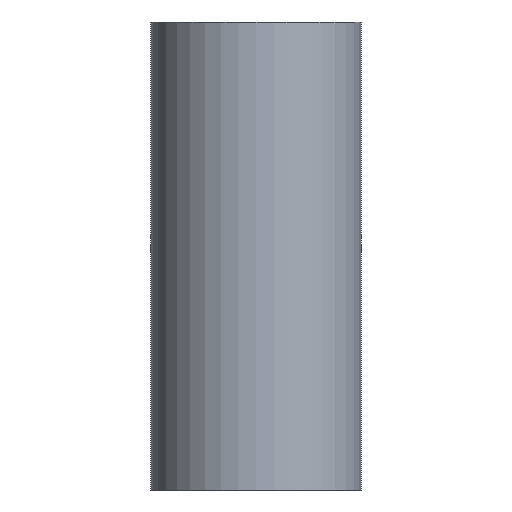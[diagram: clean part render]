
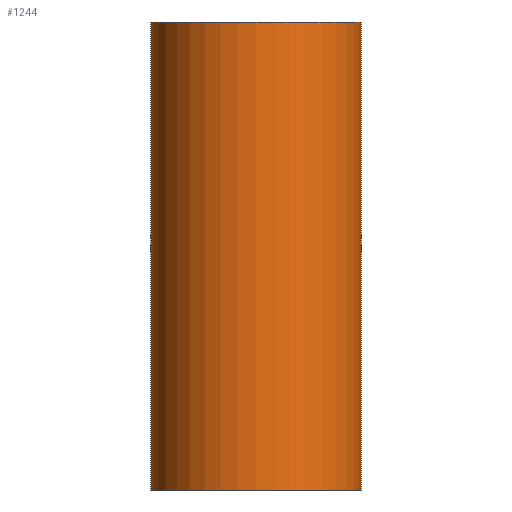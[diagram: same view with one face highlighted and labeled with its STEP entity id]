
A CAD part, left-side view. The second image highlights one B-rep face of the part: STEP entity #1244.
In plain terms, the highlighted cylindrical face has radius 22.498 mm (diameter 44.996 mm), a partial arc.
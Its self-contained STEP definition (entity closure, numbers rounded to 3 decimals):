
#506=CARTESIAN_POINT('',(20.502,9.264,100.0));
#507=VERTEX_POINT('',#506);
#514=CARTESIAN_POINT('',(20.502,-9.264,100.0));
#515=VERTEX_POINT('',#514);
#516=CARTESIAN_POINT('',(0.,0.0,100.0));
#517=DIRECTION('',(0.0,0.0,-1.));
#518=DIRECTION('',(0.911,0.412,0.0));
#519=AXIS2_PLACEMENT_3D('',#516,#517,#518);
#520=CIRCLE('',#519,22.498);
#521=EDGE_CURVE('',#515,#507,#520,.T.);
#799=CARTESIAN_POINT('',(20.502,9.264,0.0));
#800=VERTEX_POINT('',#799);
#807=CARTESIAN_POINT('',(20.502,9.264,0.0));
#808=DIRECTION('',(0.0,0.0,1.0));
#809=VECTOR('',#808,100.0);
#810=LINE('',#807,#809);
#811=EDGE_CURVE('',#800,#507,#810,.T.);
#824=CARTESIAN_POINT('',(20.502,-9.264,0.0));
#825=VERTEX_POINT('',#824);
#826=CARTESIAN_POINT('',(20.502,-9.264,0.0));
#827=DIRECTION('',(0.0,0.0,1.0));
#828=VECTOR('',#827,100.0);
#829=LINE('',#826,#828);
#830=EDGE_CURVE('',#825,#515,#829,.T.);
#1227=CARTESIAN_POINT('',(0.,0.0,0.0));
#1228=DIRECTION('',(0.0,0.0,1.0));
#1229=DIRECTION('',(0.911,0.412,0.0));
#1230=AXIS2_PLACEMENT_3D('',#1227,#1228,#1229);
#1231=CYLINDRICAL_SURFACE('',#1230,22.498);
#1232=ORIENTED_EDGE('',*,*,#521,.T.);
#1233=ORIENTED_EDGE('',*,*,#811,.F.);
#1234=CARTESIAN_POINT('',(0.,0.0,0.0));
#1235=DIRECTION('',(0.0,0.0,-1.));
#1236=DIRECTION('',(0.911,0.412,0.0));
#1237=AXIS2_PLACEMENT_3D('',#1234,#1235,#1236);
#1238=CIRCLE('',#1237,22.498);
#1239=EDGE_CURVE('',#825,#800,#1238,.T.);
#1240=ORIENTED_EDGE('',*,*,#1239,.F.);
#1241=ORIENTED_EDGE('',*,*,#830,.T.);
#1242=EDGE_LOOP('',(#1232,#1233,#1240,#1241));
#1243=FACE_OUTER_BOUND('',#1242,.T.);
#1244=ADVANCED_FACE('',(#1243),#1231,.T.);
